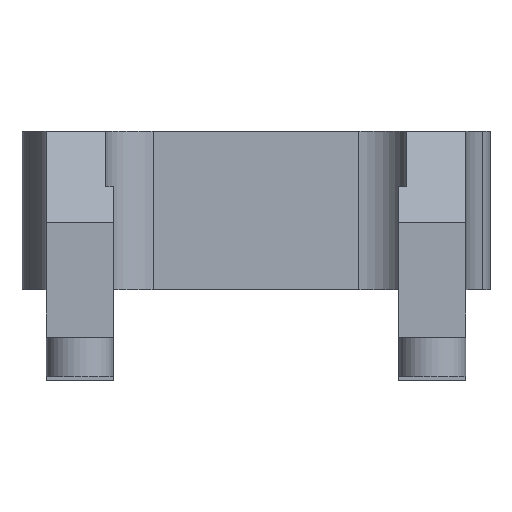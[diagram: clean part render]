
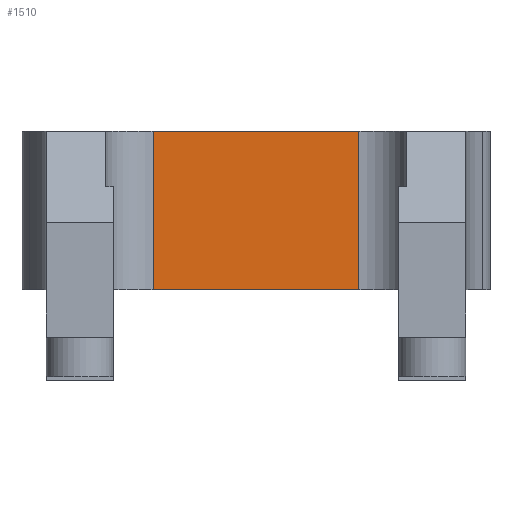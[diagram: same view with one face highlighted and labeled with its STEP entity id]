
A CAD part, front view. The second image highlights one B-rep face of the part: STEP entity #1510.
In plain terms, the highlighted planar face has unit normal (0, -1, 0).
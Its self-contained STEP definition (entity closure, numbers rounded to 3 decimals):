
#41=PLANE('',#1652);
#106=FACE_OUTER_BOUND('',#204,.T.);
#204=EDGE_LOOP('',(#1157,#1158,#1159,#1160));
#283=LINE('',#2221,#449);
#296=LINE('',#2277,#462);
#319=LINE('',#2353,#485);
#321=LINE('',#2356,#487);
#449=VECTOR('',#1771,10.);
#462=VECTOR('',#1820,10.);
#485=VECTOR('',#1899,10.);
#487=VECTOR('',#1903,10.);
#679=VERTEX_POINT('',#2218);
#680=VERTEX_POINT('',#2220);
#704=VERTEX_POINT('',#2274);
#705=VERTEX_POINT('',#2276);
#825=EDGE_CURVE('',#679,#680,#283,.T.);
#853=EDGE_CURVE('',#704,#705,#296,.T.);
#893=EDGE_CURVE('',#680,#704,#319,.T.);
#895=EDGE_CURVE('',#705,#679,#321,.T.);
#1157=ORIENTED_EDGE('',*,*,#893,.F.);
#1158=ORIENTED_EDGE('',*,*,#825,.F.);
#1159=ORIENTED_EDGE('',*,*,#895,.F.);
#1160=ORIENTED_EDGE('',*,*,#853,.F.);
#1510=ADVANCED_FACE('',(#106),#41,.F.);
#1652=AXIS2_PLACEMENT_3D('',#2355,#1901,#1902);
#1771=DIRECTION('',(1.,0.,0.));
#1820=DIRECTION('',(-1.,0.,0.));
#1899=DIRECTION('',(0.,0.,-1.));
#1901=DIRECTION('center_axis',(0.,1.,0.));
#1902=DIRECTION('ref_axis',(-1.,0.,0.));
#1903=DIRECTION('',(0.,0.,1.));
#2218=CARTESIAN_POINT('',(-13.,60.,20.));
#2220=CARTESIAN_POINT('',(13.,60.,20.));
#2221=CARTESIAN_POINT('',(9.5,60.,20.));
#2274=CARTESIAN_POINT('',(13.,60.,0.));
#2276=CARTESIAN_POINT('',(-13.,60.,0.));
#2277=CARTESIAN_POINT('',(9.5,60.,0.));
#2353=CARTESIAN_POINT('',(13.,60.,0.));
#2355=CARTESIAN_POINT('Origin',(19.,60.,0.));
#2356=CARTESIAN_POINT('',(-13.,60.,0.));
